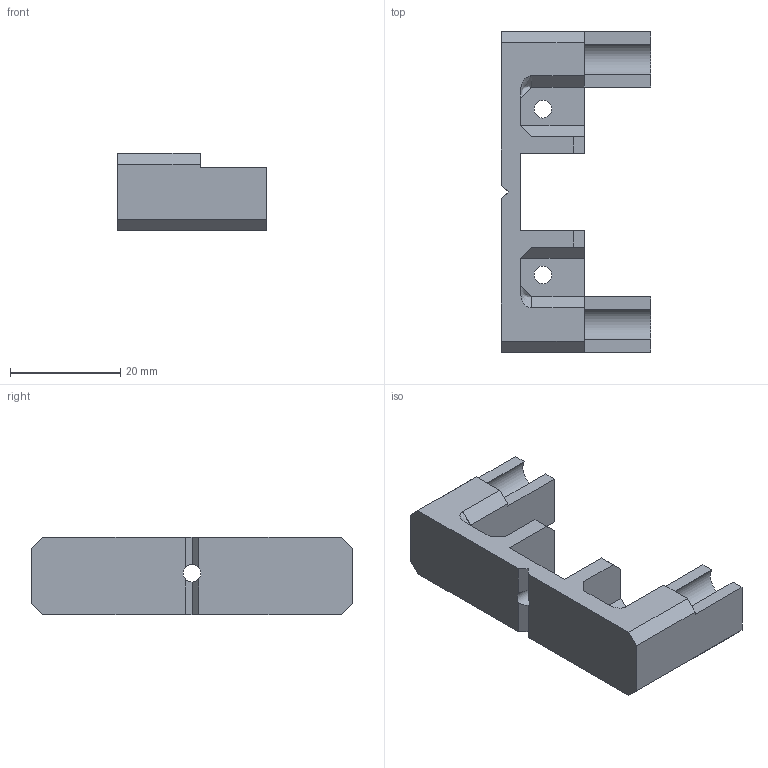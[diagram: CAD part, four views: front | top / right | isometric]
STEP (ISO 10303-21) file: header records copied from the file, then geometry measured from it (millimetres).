
FILE_DESCRIPTION(('FreeCAD Model'),'2;1');
FILE_NAME('y-motor-central-idler-x2.step', '2021-06-28T13:13:23',('Author'),(''), 'Open CASCADE STEP processor 7.3','FreeCAD','Unknown');
FILE_SCHEMA(('AUTOMOTIVE_DESIGN { 1 0 10303 214 1 1 1 1 }'));
Length unit declared in the file: millimetre
Products named in the file (1): central.idler
Bounding box: 27 x 58 x 14 mm (x, y, z)
Volume: 9638.5 mm3; surface area: 5259 mm2
Topology: 1 solids, 1 shells, 56 faces, 168 edges, 111 vertices
Faces by surface type: plane 49, cylinder 5, bspline 2
Full cylindrical faces by diameter (mm): 3.2 x3
Entity records: 5493 total; most frequent: CARTESIAN_POINT 2234, DIRECTION 570, LINE 406, VECTOR 406, ORIENTED_EDGE 332, PCURVE 332, DEFINITIONAL_REPRESENTATION 332, EDGE_CURVE 166
